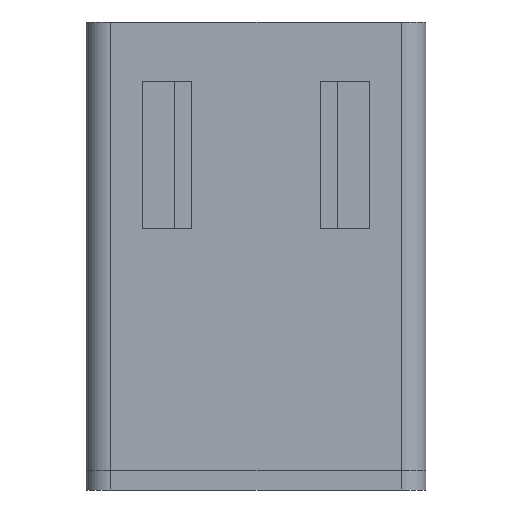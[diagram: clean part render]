
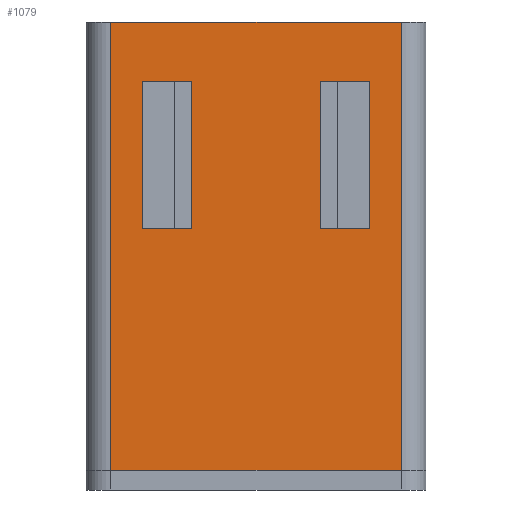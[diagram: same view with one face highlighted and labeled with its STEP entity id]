
A CAD part, front view. The second image highlights one B-rep face of the part: STEP entity #1079.
In plain terms, the highlighted planar face has unit normal (0, -1, 0).
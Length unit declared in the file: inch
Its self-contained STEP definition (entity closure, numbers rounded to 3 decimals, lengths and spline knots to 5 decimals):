
#81=FACE_BOUND('',#162,.T.);
#82=FACE_BOUND('',#163,.T.);
#105=FACE_OUTER_BOUND('',#161,.T.);
#161=EDGE_LOOP('',(#862,#863,#864,#865));
#162=EDGE_LOOP('',(#866,#867,#868,#869));
#163=EDGE_LOOP('',(#870,#871,#872,#873));
#266=LINE('',#1615,#392);
#278=LINE('',#1655,#404);
#297=LINE('',#1691,#423);
#298=LINE('',#1692,#424);
#299=LINE('',#1695,#425);
#300=LINE('',#1697,#426);
#301=LINE('',#1699,#427);
#302=LINE('',#1700,#428);
#303=LINE('',#1703,#429);
#304=LINE('',#1705,#430);
#305=LINE('',#1707,#431);
#306=LINE('',#1708,#432);
#392=VECTOR('',#1310,39.37008);
#404=VECTOR('',#1352,39.37008);
#423=VECTOR('',#1377,39.37008);
#424=VECTOR('',#1378,39.37008);
#425=VECTOR('',#1379,39.37008);
#426=VECTOR('',#1380,39.37008);
#427=VECTOR('',#1381,39.37008);
#428=VECTOR('',#1382,39.37008);
#429=VECTOR('',#1383,39.37008);
#430=VECTOR('',#1384,39.37008);
#431=VECTOR('',#1385,39.37008);
#432=VECTOR('',#1386,39.37008);
#522=VERTEX_POINT('',#1613);
#523=VERTEX_POINT('',#1614);
#535=VERTEX_POINT('',#1652);
#536=VERTEX_POINT('',#1654);
#551=VERTEX_POINT('',#1693);
#552=VERTEX_POINT('',#1694);
#553=VERTEX_POINT('',#1696);
#554=VERTEX_POINT('',#1698);
#555=VERTEX_POINT('',#1701);
#556=VERTEX_POINT('',#1702);
#557=VERTEX_POINT('',#1704);
#558=VERTEX_POINT('',#1706);
#629=EDGE_CURVE('',#522,#523,#266,.T.);
#650=EDGE_CURVE('',#535,#536,#278,.T.);
#670=EDGE_CURVE('',#523,#536,#297,.T.);
#671=EDGE_CURVE('',#535,#522,#298,.T.);
#672=EDGE_CURVE('',#551,#552,#299,.T.);
#673=EDGE_CURVE('',#553,#551,#300,.T.);
#674=EDGE_CURVE('',#554,#553,#301,.T.);
#675=EDGE_CURVE('',#552,#554,#302,.T.);
#676=EDGE_CURVE('',#555,#556,#303,.T.);
#677=EDGE_CURVE('',#557,#555,#304,.T.);
#678=EDGE_CURVE('',#558,#557,#305,.T.);
#679=EDGE_CURVE('',#556,#558,#306,.T.);
#862=ORIENTED_EDGE('',*,*,#629,.T.);
#863=ORIENTED_EDGE('',*,*,#670,.T.);
#864=ORIENTED_EDGE('',*,*,#650,.F.);
#865=ORIENTED_EDGE('',*,*,#671,.T.);
#866=ORIENTED_EDGE('',*,*,#672,.F.);
#867=ORIENTED_EDGE('',*,*,#673,.F.);
#868=ORIENTED_EDGE('',*,*,#674,.F.);
#869=ORIENTED_EDGE('',*,*,#675,.F.);
#870=ORIENTED_EDGE('',*,*,#676,.F.);
#871=ORIENTED_EDGE('',*,*,#677,.F.);
#872=ORIENTED_EDGE('',*,*,#678,.F.);
#873=ORIENTED_EDGE('',*,*,#679,.F.);
#1030=PLANE('',#1175);
#1079=ADVANCED_FACE('',(#105,#81,#82),#1030,.F.);
#1175=AXIS2_PLACEMENT_3D('',#1690,#1375,#1376);
#1310=DIRECTION('',(1.,0.,0.));
#1352=DIRECTION('',(1.,0.,0.));
#1375=DIRECTION('center_axis',(0.,1.,0.));
#1376=DIRECTION('ref_axis',(0.,0.,1.));
#1377=DIRECTION('',(0.,0.,1.));
#1378=DIRECTION('',(0.,0.,-1.));
#1379=DIRECTION('',(0.,0.,-1.));
#1380=DIRECTION('',(-1.,0.,0.));
#1381=DIRECTION('',(0.,0.,1.));
#1382=DIRECTION('',(1.,0.,0.));
#1383=DIRECTION('',(1.,0.,0.));
#1384=DIRECTION('',(0.,0.,-1.));
#1385=DIRECTION('',(-1.,0.,0.));
#1386=DIRECTION('',(0.,0.,1.));
#1613=CARTESIAN_POINT('',(0.01969,-0.45276,0.0748));
#1614=CARTESIAN_POINT('',(0.25197,-0.45276,0.0748));
#1615=CARTESIAN_POINT('',(0.27165,-0.45276,0.0748));
#1652=CARTESIAN_POINT('',(0.01969,-0.45276,0.43307));
#1654=CARTESIAN_POINT('',(0.25197,-0.45276,0.43307));
#1655=CARTESIAN_POINT('',(0.27165,-0.45276,0.43307));
#1690=CARTESIAN_POINT('Origin',(0.27165,-0.45276,0.43307));
#1691=CARTESIAN_POINT('',(0.25197,-0.45276,0.43307));
#1692=CARTESIAN_POINT('',(0.01969,-0.45276,0.43307));
#1693=CARTESIAN_POINT('',(0.18701,-0.45276,0.38583));
#1694=CARTESIAN_POINT('',(0.18701,-0.45276,0.26772));
#1695=CARTESIAN_POINT('',(0.18701,-0.45276,0.38583));
#1696=CARTESIAN_POINT('',(0.22638,-0.45276,0.38583));
#1697=CARTESIAN_POINT('',(0.22638,-0.45276,0.38583));
#1698=CARTESIAN_POINT('',(0.22638,-0.45276,0.26772));
#1699=CARTESIAN_POINT('',(0.22638,-0.45276,0.38583));
#1700=CARTESIAN_POINT('',(0.22638,-0.45276,0.26772));
#1701=CARTESIAN_POINT('',(0.04528,-0.45276,0.26772));
#1702=CARTESIAN_POINT('',(0.08465,-0.45276,0.26772));
#1703=CARTESIAN_POINT('',(0.04528,-0.45276,0.26772));
#1704=CARTESIAN_POINT('',(0.04528,-0.45276,0.38583));
#1705=CARTESIAN_POINT('',(0.04528,-0.45276,0.38583));
#1706=CARTESIAN_POINT('',(0.08465,-0.45276,0.38583));
#1707=CARTESIAN_POINT('',(0.04528,-0.45276,0.38583));
#1708=CARTESIAN_POINT('',(0.08465,-0.45276,0.38583));
